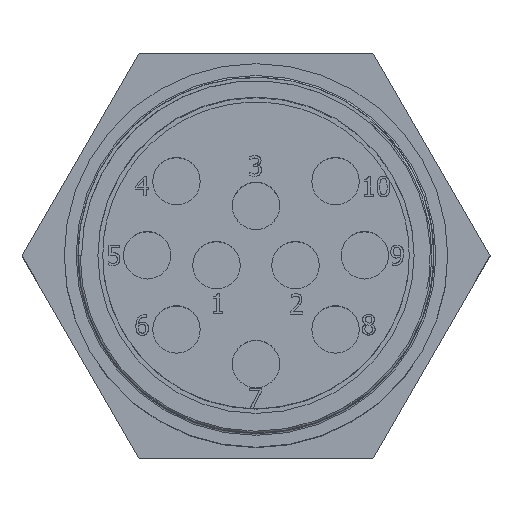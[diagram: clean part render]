
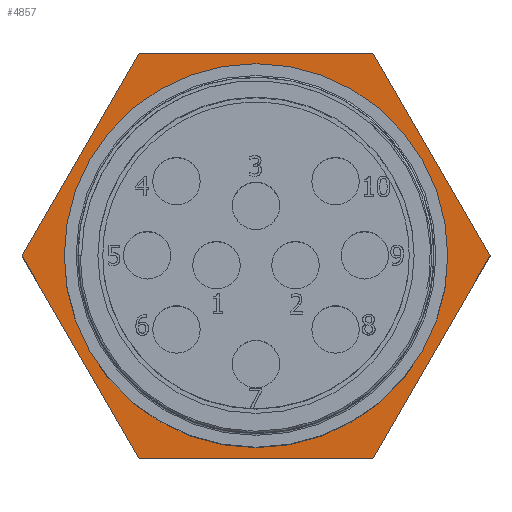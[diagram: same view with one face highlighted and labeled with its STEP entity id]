
A CAD part, top view. The second image highlights one B-rep face of the part: STEP entity #4857.
In plain terms, the highlighted planar face has unit normal (0, 0, 1).
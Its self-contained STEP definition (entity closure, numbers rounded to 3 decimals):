
#306=FACE_BOUND($,#1074,.T.);
#369=CIRCLE($,#5048,19.4);
#525=PLANE($,#5047);
#760=FACE_OUTER_BOUND($,#1073,.T.);
#1073=EDGE_LOOP($,(#4384,#4385,#4386,#4387,#4388,#4389));
#1074=EDGE_LOOP($,(#4390));
#1492=LINE($,#9541,#1838);
#1495=LINE($,#9547,#1841);
#1498=LINE($,#9553,#1844);
#1501=LINE($,#9559,#1847);
#1505=LINE($,#9566,#1851);
#1507=LINE($,#9569,#1853);
#1838=VECTOR($,#5700,23.671);
#1841=VECTOR($,#5705,23.671);
#1844=VECTOR($,#5710,23.671);
#1847=VECTOR($,#5715,23.671);
#1851=VECTOR($,#5721,23.671);
#1853=VECTOR($,#5725,23.671);
#2506=VERTEX_POINT($,#9538);
#2507=VERTEX_POINT($,#9540);
#2509=VERTEX_POINT($,#9546);
#2511=VERTEX_POINT($,#9552);
#2513=VERTEX_POINT($,#9558);
#2515=VERTEX_POINT($,#9564);
#2517=VERTEX_POINT($,#9574);
#3146=EDGE_CURVE($,#2507,#2506,#1492,.T.);
#3149=EDGE_CURVE($,#2509,#2507,#1495,.T.);
#3152=EDGE_CURVE($,#2511,#2509,#1498,.T.);
#3155=EDGE_CURVE($,#2513,#2511,#1501,.T.);
#3159=EDGE_CURVE($,#2506,#2515,#1505,.T.);
#3161=EDGE_CURVE($,#2515,#2513,#1507,.T.);
#3163=EDGE_CURVE($,#2517,#2517,#369,.T.);
#4384=ORIENTED_EDGE($,*,*,#3155,.T.);
#4385=ORIENTED_EDGE($,*,*,#3152,.T.);
#4386=ORIENTED_EDGE($,*,*,#3149,.T.);
#4387=ORIENTED_EDGE($,*,*,#3146,.T.);
#4388=ORIENTED_EDGE($,*,*,#3159,.T.);
#4389=ORIENTED_EDGE($,*,*,#3161,.T.);
#4390=ORIENTED_EDGE($,*,*,#3163,.T.);
#4857=ADVANCED_FACE($,(#760,#306),#525,.T.);
#5047=AXIS2_PLACEMENT_3D($,#9573,#5730,#5731);
#5048=AXIS2_PLACEMENT_3D($,#9575,#5732,#5733);
#5700=DIRECTION($,(0.5,-0.866,0.));
#5705=DIRECTION($,(-0.5,-0.866,0.));
#5710=DIRECTION($,(-1.,0.,0.));
#5715=DIRECTION($,(-0.5,0.866,0.));
#5721=DIRECTION($,(1.,0.,0.));
#5725=DIRECTION($,(0.5,0.866,0.));
#5730=DIRECTION('center_axis',(0.,0.,1.));
#5731=DIRECTION('ref_axis',(1.,0.,0.));
#5732=DIRECTION('center_axis',(0.,0.,-1.));
#5733=DIRECTION('ref_axis',(-1.,0.,0.));
#9538=CARTESIAN_POINT('',(-11.836,-20.5,22.2));
#9540=CARTESIAN_POINT('',(-23.671,0.,22.2));
#9541=CARTESIAN_POINT($,(-20.712,-5.125,22.2));
#9546=CARTESIAN_POINT('',(-11.836,20.5,22.2));
#9547=CARTESIAN_POINT($,(-14.795,15.375,22.2));
#9552=CARTESIAN_POINT('',(11.836,20.5,22.2));
#9553=CARTESIAN_POINT($,(5.918,20.5,22.2));
#9558=CARTESIAN_POINT('',(23.671,0.,22.2));
#9559=CARTESIAN_POINT($,(20.712,5.125,22.2));
#9564=CARTESIAN_POINT('',(11.836,-20.5,22.2));
#9566=CARTESIAN_POINT($,(-5.918,-20.5,22.2));
#9569=CARTESIAN_POINT($,(14.795,-15.375,22.2));
#9573=CARTESIAN_POINT('Origin',(0.,0.,22.2));
#9574=CARTESIAN_POINT('',(19.4,0.,22.2));
#9575=CARTESIAN_POINT('Origin',(0.,0.,22.2));
